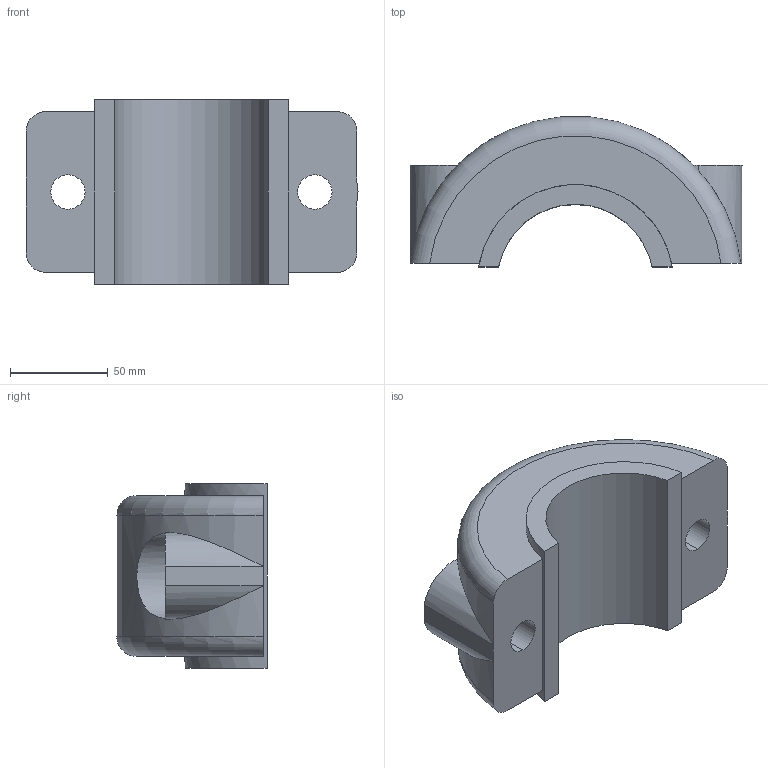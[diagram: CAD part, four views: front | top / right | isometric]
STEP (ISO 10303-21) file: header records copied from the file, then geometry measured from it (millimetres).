
FILE_DESCRIPTION (( 'STEP AP214' ), '1' );
FILE_NAME ('Part2^Axle Bearing.STEP', '2025-02-11T23:26:32', ( '' ), ( '' ), 'SwSTEP 2.0', 'SolidWorks 2024', '' );
FILE_SCHEMA (( 'AUTOMOTIVE_DESIGN' ));
Length unit declared in the file: millimetre
Products named in the file (1): Part2^Axle Bearing
Bounding box: 169.41 x 76.69 x 94 mm (x, y, z)
Volume: 651875.3 mm3; surface area: 61450.4 mm2
Topology: 1 solids, 1 shells, 28 faces, 69 edges, 44 vertices
Faces by surface type: cylinder 15, plane 11, torus 2
Entity records: 1132 total; most frequent: CARTESIAN_POINT 437, DIRECTION 141, ORIENTED_EDGE 138, EDGE_CURVE 69, AXIS2_PLACEMENT_3D 56, VERTEX_POINT 44, EDGE_LOOP 33, VECTOR 29
